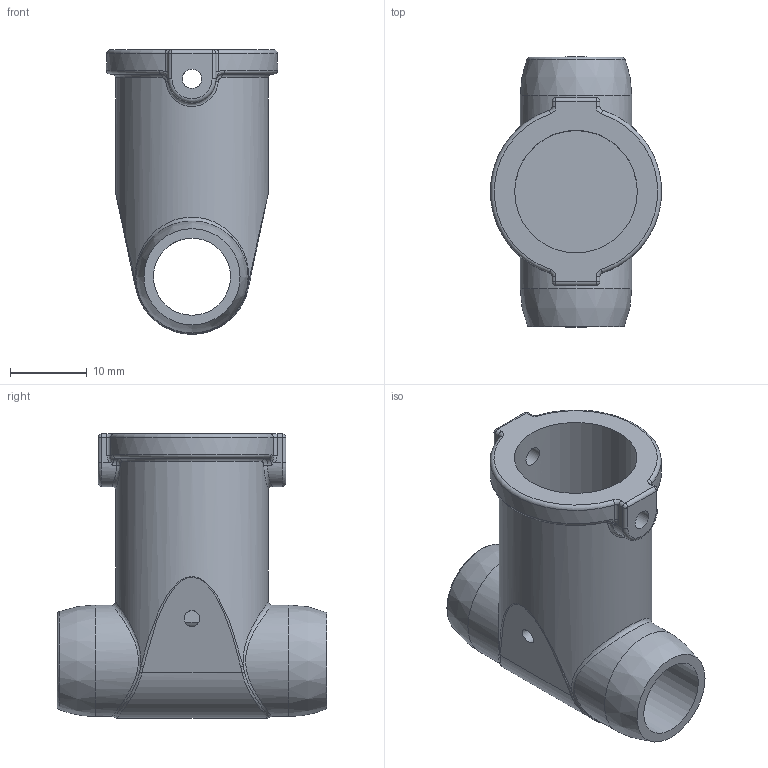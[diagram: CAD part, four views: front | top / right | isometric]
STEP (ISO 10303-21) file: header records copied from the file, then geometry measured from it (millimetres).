
FILE_DESCRIPTION(/* description */ (''),/* implementation_level */ '2;1');
FILE_NAME(/* name */ '20021-011_landing-gear-connector.step',/* time_stamp */ '2020-02-13T15:49:38-07:00',/* author */ (''),/* organization */ (''),/* preprocessor_version */ 'ST-DEVELOPER v18',/* originating_system */ 'Autodesk Translation Framework v8.12.0.6',/* authorisation */ '');
FILE_SCHEMA (('AUTOMOTIVE_DESIGN { 1 0 10303 214 3 1 1 }'));
Length unit declared in the file: millimetre
Products named in the file (1): 20021-011_landing-gear-connector
Bounding box: 22.34 x 35.21 x 37.08 mm (x, y, z)
Volume: 6814.7 mm3; surface area: 5701.5 mm2
Topology: 1 solids, 1 shells, 94 faces, 229 edges, 134 vertices
Faces by surface type: cylinder 31, bspline 30, plane 15, torus 14, sphere 4
Full cylindrical faces by diameter (mm): 2.075 x1, 2.529 x2, 10.05 x1, 14.55 x2, 16 x1, 19.92 x1
Entity records: 3900 total; most frequent: CARTESIAN_POINT 1788, ORIENTED_EDGE 450, DIRECTION 411, EDGE_CURVE 225, AXIS2_PLACEMENT_3D 180, VERTEX_POINT 134, CIRCLE 108, EDGE_LOOP 103
